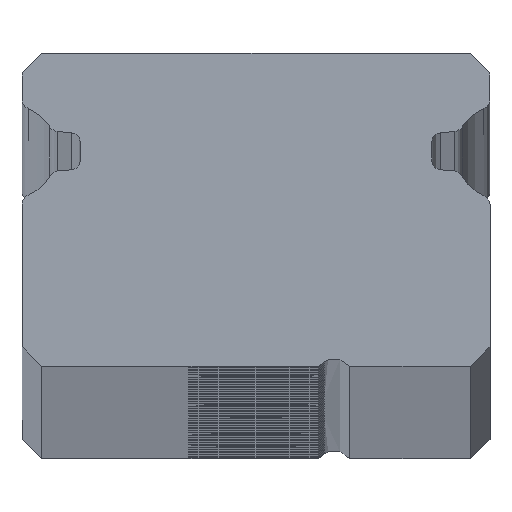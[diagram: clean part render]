
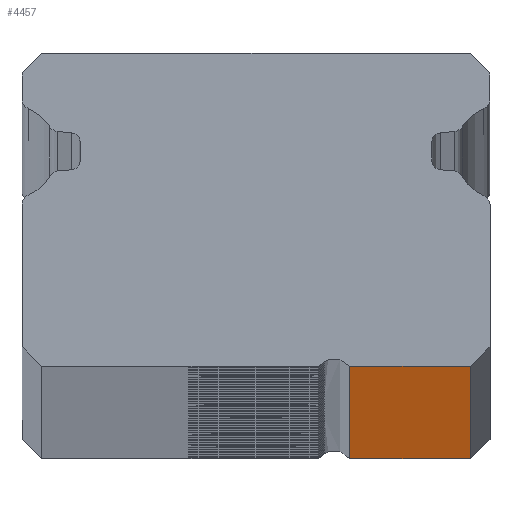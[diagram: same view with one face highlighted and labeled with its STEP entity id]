
A CAD part, top view. The second image highlights one B-rep face of the part: STEP entity #4457.
In plain terms, the highlighted planar face has unit normal (0, -1, 0).
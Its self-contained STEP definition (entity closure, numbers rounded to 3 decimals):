
#339 = EDGE_LOOP ( 'NONE', ( #9227, #7771, #2553, #5598 ) ) ;
#403 = CARTESIAN_POINT ( 'NONE',  ( 2.393, -5.5, -675. ) ) ;
#738 = VECTOR ( 'NONE', #7485, 1000. ) ;
#1076 = AXIS2_PLACEMENT_3D ( 'NONE', #10267, #3239, #4180 ) ;
#1677 = EDGE_CURVE ( 'NONE', #3938, #8270, #2122, .T. ) ;
#1695 = VERTEX_POINT ( 'NONE', #5677 ) ;
#1960 = FACE_OUTER_BOUND ( 'NONE', #339, .T. ) ;
#2122 = LINE ( 'NONE', #8345, #8543 ) ;
#2553 = ORIENTED_EDGE ( 'NONE', *, *, #1677, .F. ) ;
#2570 = EDGE_CURVE ( 'NONE', #3938, #1695, #9987, .T. ) ;
#3239 = DIRECTION ( 'NONE',  ( 0., 1., 0. ) ) ;
#3938 = VERTEX_POINT ( 'NONE', #10132 ) ;
#4180 = DIRECTION ( 'NONE',  ( 0., 0., 1. ) ) ;
#4457 = ADVANCED_FACE ( 'NONE', ( #1960 ), #10164, .F. ) ;
#4803 = DIRECTION ( 'NONE',  ( 0., 0., -1. ) ) ;
#5143 = EDGE_CURVE ( 'NONE', #1695, #8480, #7560, .T. ) ;
#5220 = CARTESIAN_POINT ( 'NONE',  ( 5.484, -5.5, -675. ) ) ;
#5506 = EDGE_CURVE ( 'NONE', #8270, #8480, #6302, .T. ) ;
#5598 = ORIENTED_EDGE ( 'NONE', *, *, #2570, .T. ) ;
#5603 = CARTESIAN_POINT ( 'NONE',  ( 5.484, -5.5, 675. ) ) ;
#5677 = CARTESIAN_POINT ( 'NONE',  ( 2.393, -5.5, -675. ) ) ;
#6302 = LINE ( 'NONE', #5603, #7807 ) ;
#6636 = DIRECTION ( 'NONE',  ( 1., 0., 0. ) ) ;
#7485 = DIRECTION ( 'NONE',  ( 0., 0., -1. ) ) ;
#7560 = LINE ( 'NONE', #403, #8641 ) ;
#7771 = ORIENTED_EDGE ( 'NONE', *, *, #5506, .F. ) ;
#7807 = VECTOR ( 'NONE', #4803, 1000. ) ;
#8238 = CARTESIAN_POINT ( 'NONE',  ( 5.484, -5.5, 675. ) ) ;
#8256 = DIRECTION ( 'NONE',  ( 1., 0., 0. ) ) ;
#8270 = VERTEX_POINT ( 'NONE', #8238 ) ;
#8345 = CARTESIAN_POINT ( 'NONE',  ( 2.393, -5.5, 675. ) ) ;
#8480 = VERTEX_POINT ( 'NONE', #5220 ) ;
#8543 = VECTOR ( 'NONE', #6636, 1000. ) ;
#8641 = VECTOR ( 'NONE', #8256, 1000. ) ;
#9227 = ORIENTED_EDGE ( 'NONE', *, *, #5143, .T. ) ;
#9987 = LINE ( 'NONE', #10920, #738 ) ;
#10132 = CARTESIAN_POINT ( 'NONE',  ( 2.393, -5.5, 675. ) ) ;
#10164 = PLANE ( 'NONE',  #1076 ) ;
#10267 = CARTESIAN_POINT ( 'NONE',  ( 2.393, -5.5, 675. ) ) ;
#10920 = CARTESIAN_POINT ( 'NONE',  ( 2.393, -5.5, 675. ) ) ;
